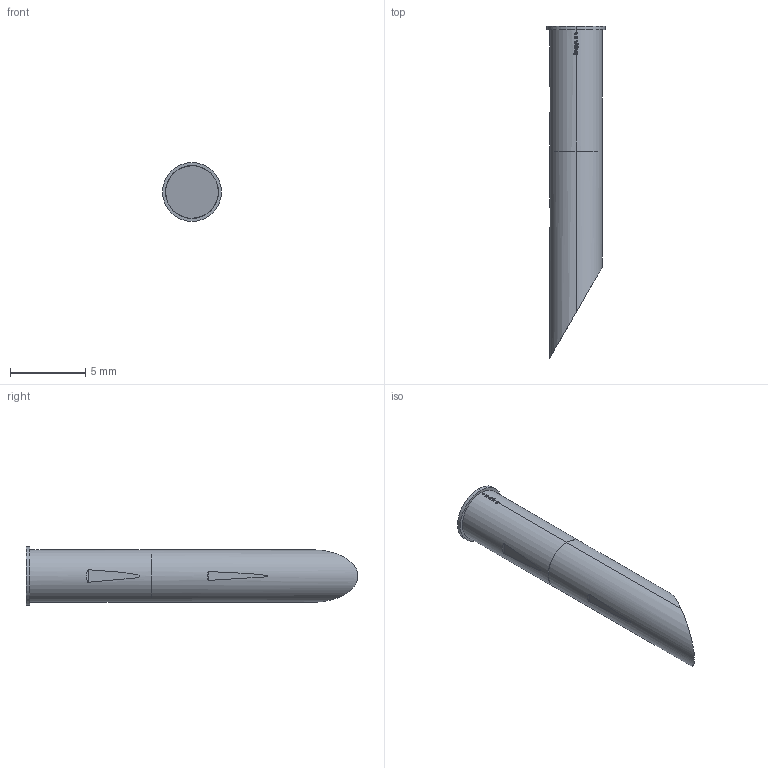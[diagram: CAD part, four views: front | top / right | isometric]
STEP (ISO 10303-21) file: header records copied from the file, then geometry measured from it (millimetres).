
FILE_DESCRIPTION (( 'STEP AP203' ), '1' );
FILE_NAME ('INGUN_KS-103_23.STEP', '2021-02-03T09:51:18', ( '' ), ( '' ), 'SwSTEP 2.0', 'SolidWorks 2018', '' );
FILE_SCHEMA (( 'CONFIG_CONTROL_DESIGN' ));
Length unit declared in the file: millimetre
Products named in the file (1): INGUN_KS-103_23
Bounding box: 3.9 x 22 x 3.9 mm (x, y, z)
Volume: 182 mm3; surface area: 241.8 mm2
Topology: 1 solids, 1 shells, 97 faces, 269 edges, 178 vertices
Faces by surface type: plane 45, cylinder 28, bspline 22, cone 2
Entity records: 3388 total; most frequent: CARTESIAN_POINT 997, ORIENTED_EDGE 538, DIRECTION 413, EDGE_CURVE 269, VERTEX_POINT 178, AXIS2_PLACEMENT_3D 162, EDGE_LOOP 101, FACE_OUTER_BOUND 97
